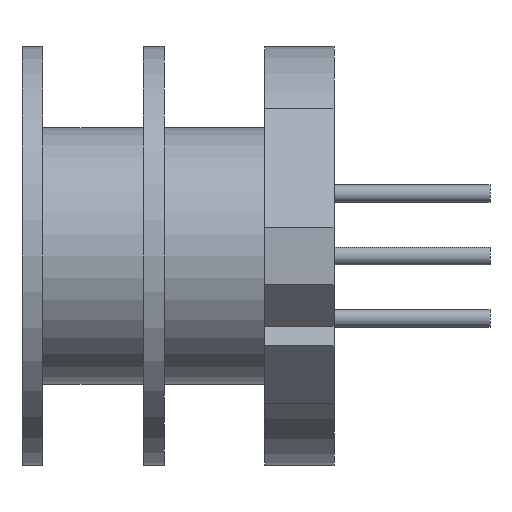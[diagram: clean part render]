
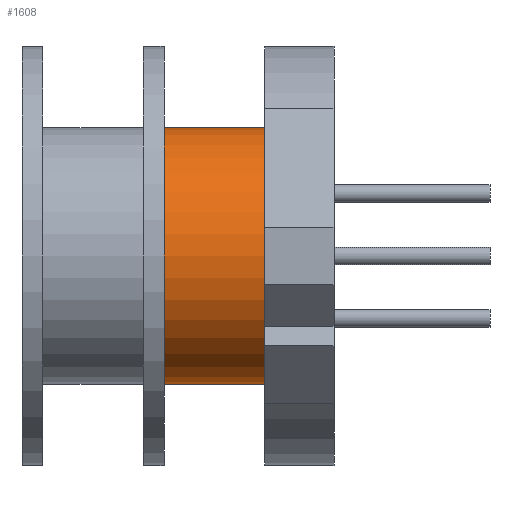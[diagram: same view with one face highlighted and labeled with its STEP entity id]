
A CAD part, left-side view. The second image highlights one B-rep face of the part: STEP entity #1608.
In plain terms, the highlighted cylindrical face has radius 3.7 mm (diameter 7.4 mm), a partial arc.
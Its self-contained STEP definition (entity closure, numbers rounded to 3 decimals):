
#22 = ORIENTED_EDGE ( 'NONE', *, *, #599, .T. ) ;
#54 = CARTESIAN_POINT ( 'NONE',  ( 0., -4.1, 3.7 ) ) ;
#94 = DIRECTION ( 'NONE',  ( 0., 1., 0. ) ) ;
#178 = LINE ( 'NONE', #1038, #1727 ) ;
#188 = EDGE_CURVE ( 'NONE', #1577, #931, #790, .T. ) ;
#208 = ORIENTED_EDGE ( 'NONE', *, *, #188, .T. ) ;
#245 = ORIENTED_EDGE ( 'NONE', *, *, #273, .F. ) ;
#252 = ORIENTED_EDGE ( 'NONE', *, *, #1795, .F. ) ;
#273 = EDGE_CURVE ( 'NONE', #1577, #1561, #178, .T. ) ;
#375 = DIRECTION ( 'NONE',  ( 0., 1., 0. ) ) ;
#384 = FACE_OUTER_BOUND ( 'NONE', #1329, .T. ) ;
#482 = DIRECTION ( 'NONE',  ( 0., 1., 0. ) ) ;
#599 = EDGE_CURVE ( 'NONE', #931, #1201, #1766, .T. ) ;
#679 = CARTESIAN_POINT ( 'NONE',  ( 0., 4.001, 0. ) ) ;
#779 = CARTESIAN_POINT ( 'NONE',  ( 0., -7., -3.7 ) ) ;
#790 = CIRCLE ( 'NONE', #1808, 3.7 ) ;
#831 = DIRECTION ( 'NONE',  ( 0., 1., 0. ) ) ;
#837 = CARTESIAN_POINT ( 'NONE',  ( 0., -7., 3.7 ) ) ;
#908 = CARTESIAN_POINT ( 'NONE',  ( 0., -7., 0. ) ) ;
#931 = VERTEX_POINT ( 'NONE', #837 ) ;
#945 = DIRECTION ( 'NONE',  ( 0., 0., 1. ) ) ;
#1016 = VECTOR ( 'NONE', #94, 1000. ) ;
#1038 = CARTESIAN_POINT ( 'NONE',  ( 0., 4.001, -3.7 ) ) ;
#1201 = VERTEX_POINT ( 'NONE', #54 ) ;
#1273 = CARTESIAN_POINT ( 'NONE',  ( 0., -4.1, 0. ) ) ;
#1294 = CIRCLE ( 'NONE', #1802, 3.7 ) ;
#1329 = EDGE_LOOP ( 'NONE', ( #245, #208, #22, #252 ) ) ;
#1351 = AXIS2_PLACEMENT_3D ( 'NONE', #679, #375, #945 ) ;
#1474 = DIRECTION ( 'NONE',  ( 0., 0., 1. ) ) ;
#1503 = CARTESIAN_POINT ( 'NONE',  ( 0., -4.1, -3.7 ) ) ;
#1520 = CYLINDRICAL_SURFACE ( 'NONE', #1351, 3.7 ) ;
#1561 = VERTEX_POINT ( 'NONE', #1503 ) ;
#1577 = VERTEX_POINT ( 'NONE', #779 ) ;
#1585 = DIRECTION ( 'NONE',  ( 0., 1., 0. ) ) ;
#1608 = ADVANCED_FACE ( 'NONE', ( #384 ), #1520, .T. ) ;
#1688 = DIRECTION ( 'NONE',  ( 0., 0., 1. ) ) ;
#1727 = VECTOR ( 'NONE', #1585, 1000. ) ;
#1757 = CARTESIAN_POINT ( 'NONE',  ( 0., 4.001, 3.7 ) ) ;
#1766 = LINE ( 'NONE', #1757, #1016 ) ;
#1795 = EDGE_CURVE ( 'NONE', #1561, #1201, #1294, .T. ) ;
#1802 = AXIS2_PLACEMENT_3D ( 'NONE', #1273, #831, #1688 ) ;
#1808 = AXIS2_PLACEMENT_3D ( 'NONE', #908, #482, #1474 ) ;
